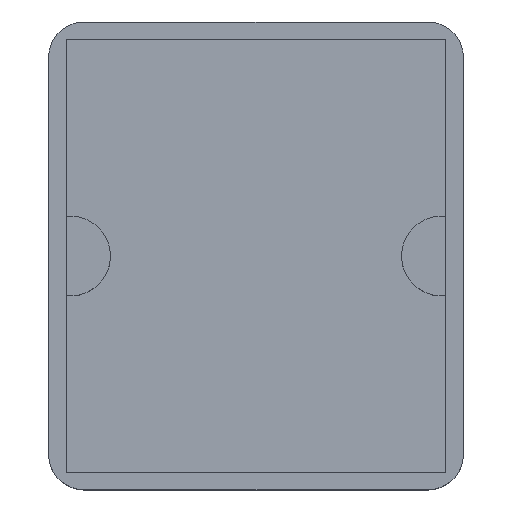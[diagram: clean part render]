
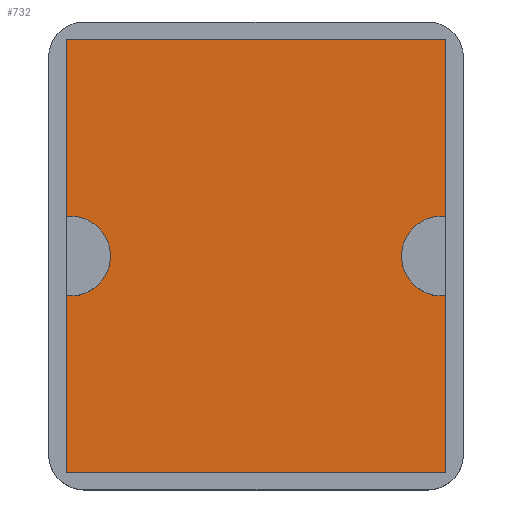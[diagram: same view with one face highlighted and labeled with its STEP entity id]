
A CAD part, top view. The second image highlights one B-rep face of the part: STEP entity #732.
In plain terms, the highlighted planar face has unit normal (0, 0, 1).
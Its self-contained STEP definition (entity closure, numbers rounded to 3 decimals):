
#43=CIRCLE('',#793,2.263);
#45=CIRCLE('',#797,2.263);
#60=LINE('',#1098,#137);
#64=LINE('',#1107,#141);
#68=LINE('',#1116,#145);
#72=LINE('',#1124,#149);
#74=LINE('',#1127,#151);
#78=LINE('',#1135,#155);
#137=VECTOR('',#845,1000.);
#141=VECTOR('',#851,1000.);
#145=VECTOR('',#857,1000.);
#149=VECTOR('',#861,1000.);
#151=VECTOR('',#865,1000.);
#155=VECTOR('',#869,1000.);
#289=ORIENTED_EDGE('',*,*,#474,.F.);
#290=ORIENTED_EDGE('',*,*,#449,.T.);
#291=ORIENTED_EDGE('',*,*,#439,.T.);
#292=ORIENTED_EDGE('',*,*,#447,.T.);
#293=ORIENTED_EDGE('',*,*,#472,.T.);
#294=ORIENTED_EDGE('',*,*,#443,.T.);
#295=ORIENTED_EDGE('',*,*,#435,.T.);
#296=ORIENTED_EDGE('',*,*,#453,.T.);
#435=EDGE_CURVE('',#540,#541,#60,.T.);
#439=EDGE_CURVE('',#544,#545,#64,.T.);
#443=EDGE_CURVE('',#548,#540,#68,.T.);
#447=EDGE_CURVE('',#545,#551,#72,.T.);
#449=EDGE_CURVE('',#552,#544,#74,.T.);
#453=EDGE_CURVE('',#541,#555,#78,.T.);
#472=EDGE_CURVE('',#551,#548,#43,.T.);
#474=EDGE_CURVE('',#552,#555,#45,.T.);
#540=VERTEX_POINT('',#1099);
#541=VERTEX_POINT('',#1100);
#544=VERTEX_POINT('',#1108);
#545=VERTEX_POINT('',#1109);
#548=VERTEX_POINT('',#1117);
#551=VERTEX_POINT('',#1123);
#552=VERTEX_POINT('',#1128);
#555=VERTEX_POINT('',#1134);
#618=EDGE_LOOP('',(#289,#290,#291,#292,#293,#294,#295,#296));
#663=FACE_BOUND('',#618,.T.);
#703=PLANE('',#798);
#732=ADVANCED_FACE('',(#663),#703,.T.);
#793=AXIS2_PLACEMENT_3D('',#1169,#907,#908);
#797=AXIS2_PLACEMENT_3D('',#1173,#915,#916);
#798=AXIS2_PLACEMENT_3D('',#1174,#917,#918);
#845=DIRECTION('',(1.,0.,0.));
#851=DIRECTION('',(-1.,0.,0.));
#857=DIRECTION('',(0.,-1.,0.));
#861=DIRECTION('',(0.,-1.,0.));
#865=DIRECTION('',(0.,1.,0.));
#869=DIRECTION('',(0.,1.,0.));
#907=DIRECTION('',(0.,0.,-1.));
#908=DIRECTION('',(-1.,0.,0.));
#915=DIRECTION('',(0.,0.,1.));
#916=DIRECTION('',(1.,0.,0.));
#917=DIRECTION('',(0.,0.,1.));
#918=DIRECTION('',(1.,0.,0.));
#1098=CARTESIAN_POINT('',(-10.75,-12.25,1.));
#1099=CARTESIAN_POINT('',(-10.75,-12.25,1.));
#1100=CARTESIAN_POINT('',(10.75,-12.25,1.));
#1107=CARTESIAN_POINT('',(10.75,12.25,1.));
#1108=CARTESIAN_POINT('',(10.75,12.25,1.));
#1109=CARTESIAN_POINT('',(-10.75,12.25,1.));
#1116=CARTESIAN_POINT('',(-10.75,12.25,1.));
#1117=CARTESIAN_POINT('',(-10.75,-2.25,1.));
#1123=CARTESIAN_POINT('',(-10.75,2.25,1.));
#1124=CARTESIAN_POINT('',(-10.75,12.25,1.));
#1127=CARTESIAN_POINT('',(10.75,-12.25,1.));
#1128=CARTESIAN_POINT('',(10.75,2.25,1.));
#1134=CARTESIAN_POINT('',(10.75,-2.25,1.));
#1135=CARTESIAN_POINT('',(10.75,-12.25,1.));
#1169=CARTESIAN_POINT('',(-10.513,0.,1.));
#1173=CARTESIAN_POINT('',(10.513,0.,1.));
#1174=CARTESIAN_POINT('',(0.,0.,1.));
